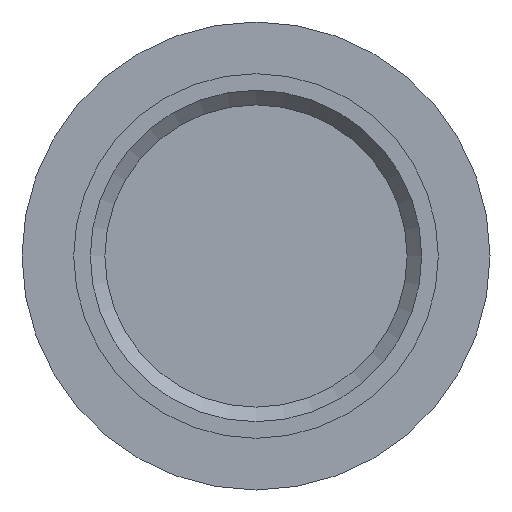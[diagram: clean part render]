
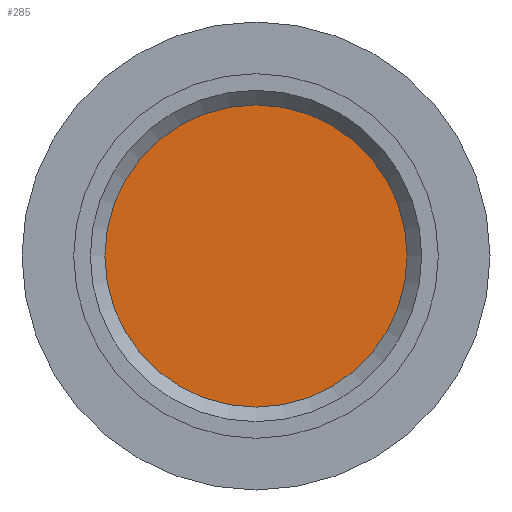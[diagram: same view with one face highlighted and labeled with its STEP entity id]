
A CAD part, left-side view. The second image highlights one B-rep face of the part: STEP entity #285.
In plain terms, the highlighted planar face has unit normal (-1, 0, 0).
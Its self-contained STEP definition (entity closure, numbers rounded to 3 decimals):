
#31=CIRCLE('',#305,25.828);
#46=FACE_OUTER_BOUND('',#63,.T.);
#63=EDGE_LOOP('',(#227));
#143=VERTEX_POINT('',#494);
#182=EDGE_CURVE('',#143,#143,#31,.T.);
#227=ORIENTED_EDGE('',*,*,#182,.F.);
#275=PLANE('',#304);
#285=ADVANCED_FACE('',(#46),#275,.T.);
#304=AXIS2_PLACEMENT_3D('',#493,#344,#345);
#305=AXIS2_PLACEMENT_3D('',#495,#346,#347);
#344=DIRECTION('center_axis',(-1.,0.,0.));
#345=DIRECTION('ref_axis',(0.,0.,1.));
#346=DIRECTION('center_axis',(1.,0.,0.));
#347=DIRECTION('ref_axis',(0.,0.,-1.));
#493=CARTESIAN_POINT('Origin',(25.,25.828,0.));
#494=CARTESIAN_POINT('',(25.,25.828,0.));
#495=CARTESIAN_POINT('Origin',(25.,0.,0.));
